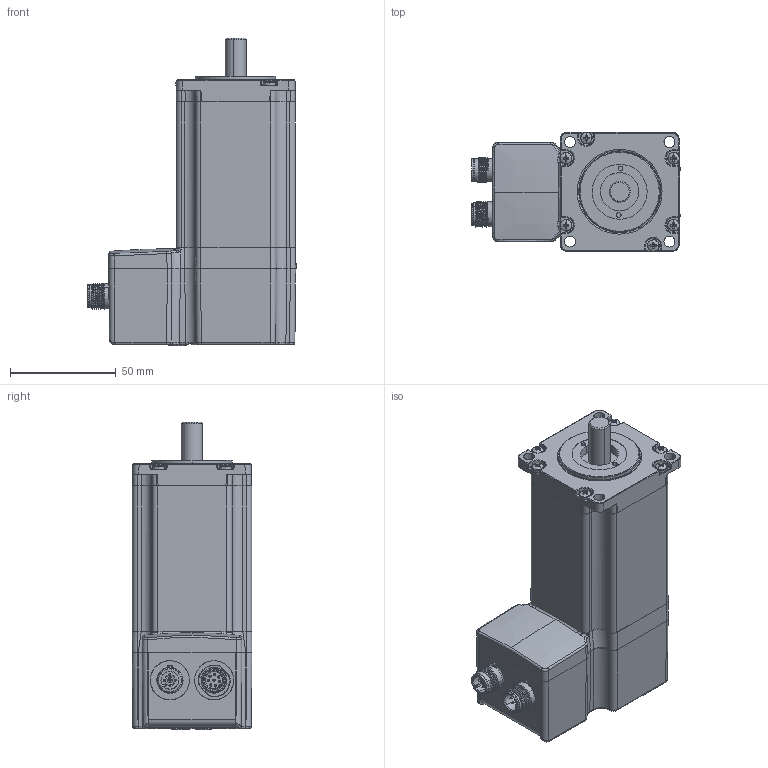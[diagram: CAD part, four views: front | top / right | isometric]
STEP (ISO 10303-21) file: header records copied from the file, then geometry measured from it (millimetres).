
FILE_DESCRIPTION (( 'STEP AP214' ), '1' );
FILE_NAME ('MST234 w encoder R1.STEP', '2021-04-15T12:11:12', ( '' ), ( '' ), 'SwSTEP 2.0', 'SolidWorks 2020', '' );
FILE_SCHEMA (( 'AUTOMOTIVE_DESIGN' ));
Length unit declared in the file: millimetre
Products named in the file (1): MST234 w encoder R1
Bounding box: 98.82 x 56.67 x 145.7 mm (x, y, z)
Volume: 426446.3 mm3; surface area: 44131.6 mm2
Topology: 1 solids, 14 shells, 1216 faces, 3088 edges, 1899 vertices
Faces by surface type: plane 388, cylinder 302, bspline 222, cone 209, torus 81, sphere 14
Entity records: 67637 total; most frequent: CARTESIAN_POINT 27587, ORIENTED_EDGE 6080, DIRECTION 5048, EDGE_CURVE 3040, AXIS2_PLACEMENT_3D 1980, VERTEX_POINT 1899, EDGE_LOOP 1285, UNCERTAINTY_MEASURE_WITH_UNIT 1219
